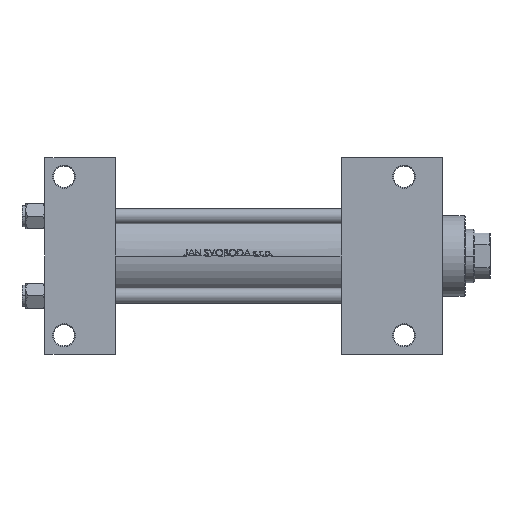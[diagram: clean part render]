
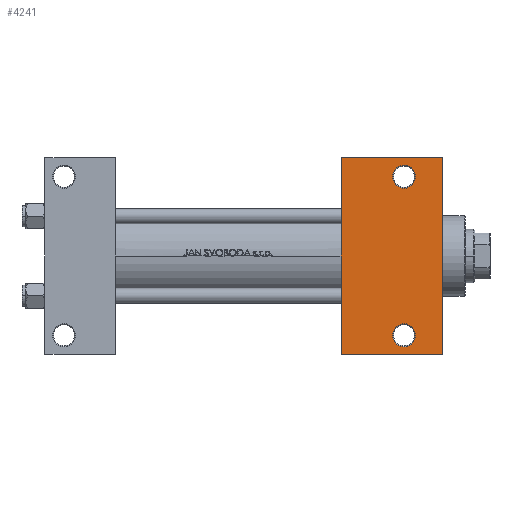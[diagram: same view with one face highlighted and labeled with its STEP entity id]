
A CAD part, front view. The second image highlights one B-rep face of the part: STEP entity #4241.
In plain terms, the highlighted face is planar.
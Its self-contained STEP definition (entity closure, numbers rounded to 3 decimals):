
#65 = VECTOR ( 'NONE', #1098, 1000. ) ;
#121 = DIRECTION ( 'NONE',  ( 0., 0., 1. ) ) ;
#1098 = DIRECTION ( 'NONE',  ( 0., -1., 0. ) ) ;
#1620 = CARTESIAN_POINT ( 'NONE',  ( 155., 30., -30. ) ) ;
#2684 = VECTOR ( 'NONE', #22448, 1000. ) ;
#3049 = DIRECTION ( 'NONE',  ( -1., 0., 0. ) ) ;
#3514 = CARTESIAN_POINT ( 'NONE',  ( 208., 51.5, -30. ) ) ;
#3884 = CIRCLE ( 'NONE', #36781, 6. ) ;
#4241 = ADVANCED_FACE ( 'NONE', ( #42507, #15868, #12104 ), #7853, .T. ) ;
#4895 = CARTESIAN_POINT ( 'NONE',  ( 188., 41.5, -30. ) ) ;
#4928 = AXIS2_PLACEMENT_3D ( 'NONE', #40535, #9401, #6366 ) ;
#5809 = VECTOR ( 'NONE', #3049, 1000. ) ;
#6042 = ORIENTED_EDGE ( 'NONE', *, *, #43797, .T. ) ;
#6366 = DIRECTION ( 'NONE',  ( 0., 1., 0. ) ) ;
#6384 = ORIENTED_EDGE ( 'NONE', *, *, #37944, .T. ) ;
#6537 = EDGE_CURVE ( 'NONE', #35523, #16949, #32568, .T. ) ;
#7398 = LINE ( 'NONE', #38052, #2684 ) ;
#7575 = CARTESIAN_POINT ( 'NONE',  ( 155., 51.5, -30. ) ) ;
#7687 = AXIS2_PLACEMENT_3D ( 'NONE', #48147, #36348, #43877 ) ;
#7853 = PLANE ( 'NONE',  #30844 ) ;
#9401 = DIRECTION ( 'NONE',  ( 0., 0., 1. ) ) ;
#9420 = ORIENTED_EDGE ( 'NONE', *, *, #6537, .T. ) ;
#10646 = CARTESIAN_POINT ( 'NONE',  ( 182., -41.5, -30. ) ) ;
#10847 = CARTESIAN_POINT ( 'NONE',  ( 188., -41.5, -30. ) ) ;
#11363 = EDGE_LOOP ( 'NONE', ( #46516, #22080, #35685, #20669 ) ) ;
#12104 = FACE_OUTER_BOUND ( 'NONE', #11363, .T. ) ;
#12353 = DIRECTION ( 'NONE',  ( 0., 0., -1. ) ) ;
#12957 = CARTESIAN_POINT ( 'NONE',  ( 182., 41.5, -30. ) ) ;
#15868 = FACE_BOUND ( 'NONE', #45845, .T. ) ;
#16387 = EDGE_CURVE ( 'NONE', #28858, #19219, #3884, .T. ) ;
#16949 = VERTEX_POINT ( 'NONE', #21028 ) ;
#19074 = EDGE_CURVE ( 'NONE', #31189, #28499, #32545, .T. ) ;
#19219 = VERTEX_POINT ( 'NONE', #10646 ) ;
#20152 = CIRCLE ( 'NONE', #4928, 6. ) ;
#20201 = DIRECTION ( 'NONE',  ( 0., 1., 0. ) ) ;
#20669 = ORIENTED_EDGE ( 'NONE', *, *, #29803, .T. ) ;
#21028 = CARTESIAN_POINT ( 'NONE',  ( 194., 41.5, -30. ) ) ;
#22080 = ORIENTED_EDGE ( 'NONE', *, *, #33100, .T. ) ;
#22448 = DIRECTION ( 'NONE',  ( 1., 0., 0. ) ) ;
#23076 = EDGE_CURVE ( 'NONE', #23555, #37889, #27977, .T. ) ;
#23555 = VERTEX_POINT ( 'NONE', #3514 ) ;
#24203 = CARTESIAN_POINT ( 'NONE',  ( 208., 30., -30. ) ) ;
#27977 = LINE ( 'NONE', #24203, #65 ) ;
#28499 = VERTEX_POINT ( 'NONE', #45073 ) ;
#28858 = VERTEX_POINT ( 'NONE', #45003 ) ;
#29693 = CARTESIAN_POINT ( 'NONE',  ( 155., -51.5, -30. ) ) ;
#29803 = EDGE_CURVE ( 'NONE', #37889, #28499, #49048, .T. ) ;
#30844 = AXIS2_PLACEMENT_3D ( 'NONE', #31711, #12353, #39482 ) ;
#31189 = VERTEX_POINT ( 'NONE', #7575 ) ;
#31336 = CARTESIAN_POINT ( 'NONE',  ( 208., -51.5, -30. ) ) ;
#31711 = CARTESIAN_POINT ( 'NONE',  ( 208., 30., -30. ) ) ;
#32545 = LINE ( 'NONE', #1620, #41690 ) ;
#32568 = CIRCLE ( 'NONE', #47795, 6. ) ;
#33100 = EDGE_CURVE ( 'NONE', #31189, #23555, #7398, .T. ) ;
#35523 = VERTEX_POINT ( 'NONE', #12957 ) ;
#35685 = ORIENTED_EDGE ( 'NONE', *, *, #23076, .T. ) ;
#35808 = ORIENTED_EDGE ( 'NONE', *, *, #16387, .T. ) ;
#36348 = DIRECTION ( 'NONE',  ( 0., 0., 1. ) ) ;
#36781 = AXIS2_PLACEMENT_3D ( 'NONE', #10847, #44766, #41496 ) ;
#37889 = VERTEX_POINT ( 'NONE', #31336 ) ;
#37944 = EDGE_CURVE ( 'NONE', #19219, #28858, #48607, .T. ) ;
#38052 = CARTESIAN_POINT ( 'NONE',  ( 155., 51.5, -30. ) ) ;
#39482 = DIRECTION ( 'NONE',  ( 0., 1., 0. ) ) ;
#40535 = CARTESIAN_POINT ( 'NONE',  ( 188., 41.5, -30. ) ) ;
#41496 = DIRECTION ( 'NONE',  ( 0., 1., 0. ) ) ;
#41690 = VECTOR ( 'NONE', #44081, 1000. ) ;
#42507 = FACE_BOUND ( 'NONE', #43895, .T. ) ;
#43797 = EDGE_CURVE ( 'NONE', #16949, #35523, #20152, .T. ) ;
#43877 = DIRECTION ( 'NONE',  ( 0., 1., 0. ) ) ;
#43895 = EDGE_LOOP ( 'NONE', ( #9420, #6042 ) ) ;
#44081 = DIRECTION ( 'NONE',  ( 0., -1., 0. ) ) ;
#44766 = DIRECTION ( 'NONE',  ( 0., 0., 1. ) ) ;
#45003 = CARTESIAN_POINT ( 'NONE',  ( 194., -41.5, -30. ) ) ;
#45073 = CARTESIAN_POINT ( 'NONE',  ( 155., -51.5, -30. ) ) ;
#45845 = EDGE_LOOP ( 'NONE', ( #6384, #35808 ) ) ;
#46516 = ORIENTED_EDGE ( 'NONE', *, *, #19074, .F. ) ;
#47795 = AXIS2_PLACEMENT_3D ( 'NONE', #4895, #121, #20201 ) ;
#48147 = CARTESIAN_POINT ( 'NONE',  ( 188., -41.5, -30. ) ) ;
#48607 = CIRCLE ( 'NONE', #7687, 6. ) ;
#49048 = LINE ( 'NONE', #29693, #5809 ) ;
